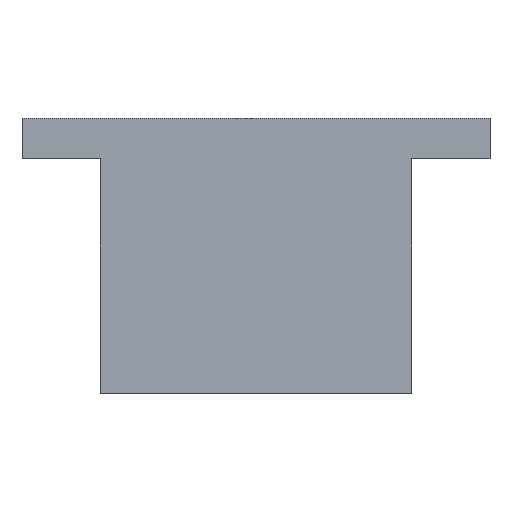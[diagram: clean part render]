
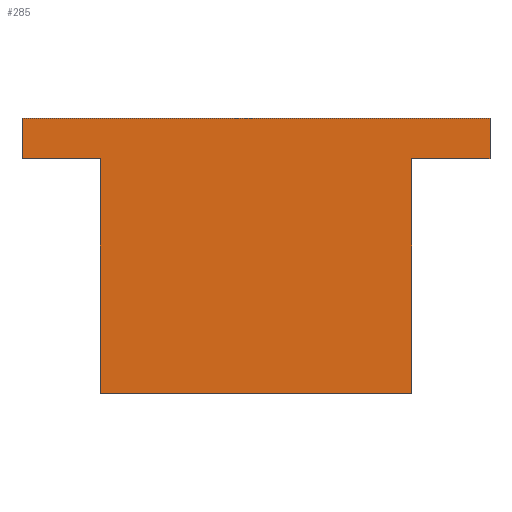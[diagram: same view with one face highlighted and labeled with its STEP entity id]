
A CAD part, front view. The second image highlights one B-rep face of the part: STEP entity #285.
In plain terms, the highlighted planar face has unit normal (0, -1, 0).
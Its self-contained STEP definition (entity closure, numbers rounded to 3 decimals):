
#2 = DIRECTION ( 'NONE',  ( 0., 0., -1. ) ) ;
#12 = EDGE_CURVE ( 'NONE', #397, #258, #190, .T. ) ;
#39 = DIRECTION ( 'NONE',  ( -1., 0., 0. ) ) ;
#57 = VECTOR ( 'NONE', #609, 1000. ) ;
#68 = CARTESIAN_POINT ( 'NONE',  ( 16.65, 0., -29.4 ) ) ;
#76 = LINE ( 'NONE', #643, #57 ) ;
#77 = EDGE_CURVE ( 'NONE', #88, #304, #76, .T. ) ;
#88 = VERTEX_POINT ( 'NONE', #795 ) ;
#99 = CARTESIAN_POINT ( 'NONE',  ( 0., 0., 0. ) ) ;
#129 = EDGE_CURVE ( 'NONE', #258, #382, #818, .T. ) ;
#142 = DIRECTION ( 'NONE',  ( -1., 0., 0. ) ) ;
#143 = VECTOR ( 'NONE', #661, 1000. ) ;
#150 = EDGE_CURVE ( 'NONE', #382, #88, #844, .T. ) ;
#159 = PLANE ( 'NONE',  #583 ) ;
#161 = CARTESIAN_POINT ( 'NONE',  ( -16.65, 0., -4.3 ) ) ;
#190 = LINE ( 'NONE', #656, #143 ) ;
#192 = DIRECTION ( 'NONE',  ( 0., -1., 0. ) ) ;
#193 = EDGE_CURVE ( 'NONE', #304, #401, #830, .T. ) ;
#200 = CARTESIAN_POINT ( 'NONE',  ( 16.65, 0., -29.4 ) ) ;
#210 = CARTESIAN_POINT ( 'NONE',  ( 25., 0., -4.3 ) ) ;
#258 = VERTEX_POINT ( 'NONE', #283 ) ;
#283 = CARTESIAN_POINT ( 'NONE',  ( -16.65, 0., -29.4 ) ) ;
#285 = ADVANCED_FACE ( 'NONE', ( #756 ), #159, .T. ) ;
#304 = VERTEX_POINT ( 'NONE', #764 ) ;
#321 = VERTEX_POINT ( 'NONE', #613 ) ;
#329 = VERTEX_POINT ( 'NONE', #803 ) ;
#352 = CARTESIAN_POINT ( 'NONE',  ( -25., 0., -4.3 ) ) ;
#363 = ORIENTED_EDGE ( 'NONE', *, *, #12, .F. ) ;
#382 = VERTEX_POINT ( 'NONE', #161 ) ;
#387 = ORIENTED_EDGE ( 'NONE', *, *, #524, .F. ) ;
#397 = VERTEX_POINT ( 'NONE', #200 ) ;
#401 = VERTEX_POINT ( 'NONE', #714 ) ;
#411 = CARTESIAN_POINT ( 'NONE',  ( 16.65, 0., -4.3 ) ) ;
#518 = EDGE_CURVE ( 'NONE', #321, #329, #674, .T. ) ;
#524 = EDGE_CURVE ( 'NONE', #401, #321, #636, .T. ) ;
#535 = EDGE_CURVE ( 'NONE', #329, #397, #630, .T. ) ;
#550 = CARTESIAN_POINT ( 'NONE',  ( -25., 0., 0. ) ) ;
#569 = ORIENTED_EDGE ( 'NONE', *, *, #193, .F. ) ;
#583 = AXIS2_PLACEMENT_3D ( 'NONE', #99, #192, #2 ) ;
#609 = DIRECTION ( 'NONE',  ( 0., 0., 1. ) ) ;
#613 = CARTESIAN_POINT ( 'NONE',  ( 25., 0., -4.3 ) ) ;
#629 = VECTOR ( 'NONE', #633, 1000. ) ;
#630 = LINE ( 'NONE', #68, #680 ) ;
#633 = DIRECTION ( 'NONE',  ( 0., 0., -1. ) ) ;
#636 = LINE ( 'NONE', #210, #629 ) ;
#639 = EDGE_LOOP ( 'NONE', ( #837, #684, #662, #363, #776, #793, #387, #569 ) ) ;
#643 = CARTESIAN_POINT ( 'NONE',  ( -25., 0., 0. ) ) ;
#644 = VECTOR ( 'NONE', #142, 1000. ) ;
#645 = DIRECTION ( 'NONE',  ( 0., 0., 1. ) ) ;
#656 = CARTESIAN_POINT ( 'NONE',  ( -16.65, 0., -29.4 ) ) ;
#661 = DIRECTION ( 'NONE',  ( -1., 0., 0. ) ) ;
#662 = ORIENTED_EDGE ( 'NONE', *, *, #129, .F. ) ;
#674 = LINE ( 'NONE', #411, #644 ) ;
#680 = VECTOR ( 'NONE', #784, 1000. ) ;
#684 = ORIENTED_EDGE ( 'NONE', *, *, #150, .F. ) ;
#714 = CARTESIAN_POINT ( 'NONE',  ( 25., 0., 0. ) ) ;
#756 = FACE_OUTER_BOUND ( 'NONE', #639, .T. ) ;
#764 = CARTESIAN_POINT ( 'NONE',  ( -25., 0., 0. ) ) ;
#776 = ORIENTED_EDGE ( 'NONE', *, *, #535, .F. ) ;
#784 = DIRECTION ( 'NONE',  ( 0., 0., -1. ) ) ;
#785 = DIRECTION ( 'NONE',  ( 1., 0., 0. ) ) ;
#793 = ORIENTED_EDGE ( 'NONE', *, *, #518, .F. ) ;
#795 = CARTESIAN_POINT ( 'NONE',  ( -25., 0., -4.3 ) ) ;
#803 = CARTESIAN_POINT ( 'NONE',  ( 16.65, 0., -4.3 ) ) ;
#818 = LINE ( 'NONE', #840, #857 ) ;
#829 = VECTOR ( 'NONE', #785, 1000. ) ;
#830 = LINE ( 'NONE', #550, #829 ) ;
#837 = ORIENTED_EDGE ( 'NONE', *, *, #77, .F. ) ;
#840 = CARTESIAN_POINT ( 'NONE',  ( -16.65, 0., -4.3 ) ) ;
#844 = LINE ( 'NONE', #352, #864 ) ;
#857 = VECTOR ( 'NONE', #645, 1000. ) ;
#864 = VECTOR ( 'NONE', #39, 1000. ) ;
